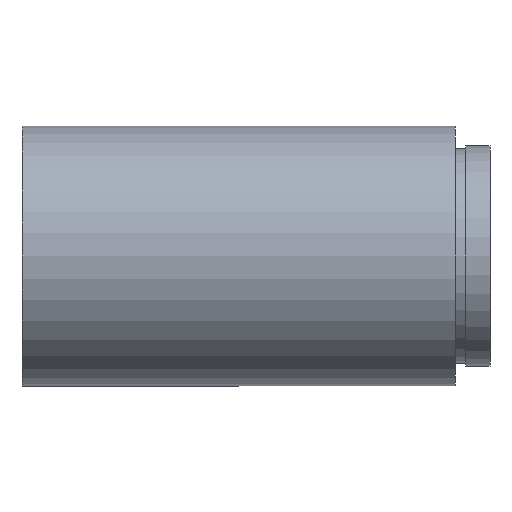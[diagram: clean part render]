
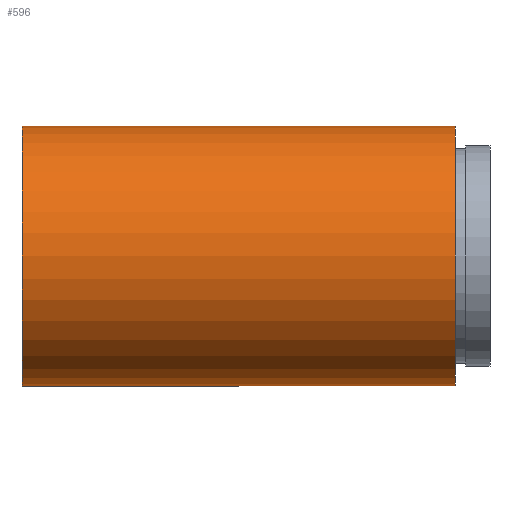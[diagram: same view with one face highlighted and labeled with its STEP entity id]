
A CAD part, front view. The second image highlights one B-rep face of the part: STEP entity #596.
In plain terms, the highlighted cylindrical face has radius 15 mm (diameter 30 mm), a partial arc.
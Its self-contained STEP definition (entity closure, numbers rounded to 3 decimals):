
#21 = LINE ( 'NONE', #66, #650 ) ;
#38 = VERTEX_POINT ( 'NONE', #826 ) ;
#66 = CARTESIAN_POINT ( 'NONE',  ( -290.731, 0., -15. ) ) ;
#81 = CARTESIAN_POINT ( 'NONE',  ( 0., 0., 15. ) ) ;
#110 = CARTESIAN_POINT ( 'NONE',  ( 0., 0., -15. ) ) ;
#128 = VECTOR ( 'NONE', #828, 1000. ) ;
#148 = VERTEX_POINT ( 'NONE', #267 ) ;
#153 = CARTESIAN_POINT ( 'NONE',  ( -290.731, 0., 15. ) ) ;
#164 = DIRECTION ( 'NONE',  ( 0., 0., 1. ) ) ;
#181 = DIRECTION ( 'NONE',  ( 0., 0., 1. ) ) ;
#187 = LINE ( 'NONE', #153, #128 ) ;
#202 = FACE_OUTER_BOUND ( 'NONE', #264, .T. ) ;
#264 = EDGE_LOOP ( 'NONE', ( #390, #494, #353, #439 ) ) ;
#265 = VERTEX_POINT ( 'NONE', #110 ) ;
#267 = CARTESIAN_POINT ( 'NONE',  ( 50., 0., -15. ) ) ;
#273 = EDGE_CURVE ( 'NONE', #148, #38, #416, .T. ) ;
#311 = CARTESIAN_POINT ( 'NONE',  ( 0., 0., 0. ) ) ;
#322 = EDGE_CURVE ( 'NONE', #148, #265, #21, .T. ) ;
#353 = ORIENTED_EDGE ( 'NONE', *, *, #422, .T. ) ;
#390 = ORIENTED_EDGE ( 'NONE', *, *, #322, .F. ) ;
#403 = CIRCLE ( 'NONE', #739, 15. ) ;
#405 = VERTEX_POINT ( 'NONE', #81 ) ;
#407 = CARTESIAN_POINT ( 'NONE',  ( -290.731, 0., 0. ) ) ;
#416 = CIRCLE ( 'NONE', #820, 15. ) ;
#422 = EDGE_CURVE ( 'NONE', #38, #405, #187, .T. ) ;
#439 = ORIENTED_EDGE ( 'NONE', *, *, #770, .F. ) ;
#452 = AXIS2_PLACEMENT_3D ( 'NONE', #407, #755, #164 ) ;
#494 = ORIENTED_EDGE ( 'NONE', *, *, #273, .T. ) ;
#497 = CARTESIAN_POINT ( 'NONE',  ( 50., 0., 0. ) ) ;
#596 = ADVANCED_FACE ( 'NONE', ( #202 ), #801, .T. ) ;
#609 = DIRECTION ( 'NONE',  ( -1., 0., 0. ) ) ;
#632 = DIRECTION ( 'NONE',  ( -1., 0., 0. ) ) ;
#640 = DIRECTION ( 'NONE',  ( -1., 0., 0. ) ) ;
#650 = VECTOR ( 'NONE', #609, 1000. ) ;
#737 = DIRECTION ( 'NONE',  ( 0., 0., 1. ) ) ;
#739 = AXIS2_PLACEMENT_3D ( 'NONE', #311, #632, #181 ) ;
#755 = DIRECTION ( 'NONE',  ( -1., 0., 0. ) ) ;
#770 = EDGE_CURVE ( 'NONE', #265, #405, #403, .T. ) ;
#801 = CYLINDRICAL_SURFACE ( 'NONE', #452, 15. ) ;
#820 = AXIS2_PLACEMENT_3D ( 'NONE', #497, #640, #737 ) ;
#826 = CARTESIAN_POINT ( 'NONE',  ( 50., 0., 15. ) ) ;
#828 = DIRECTION ( 'NONE',  ( -1., 0., 0. ) ) ;
